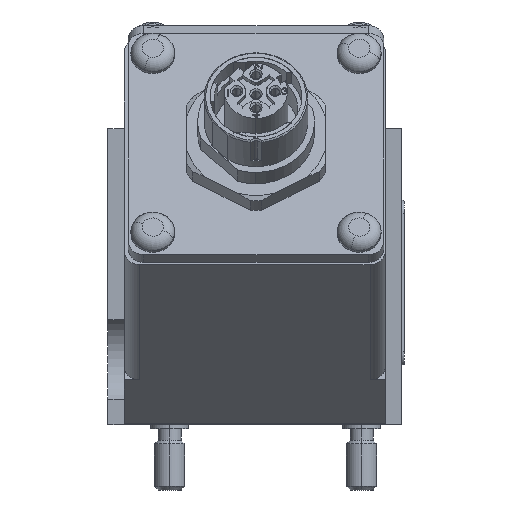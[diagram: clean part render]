
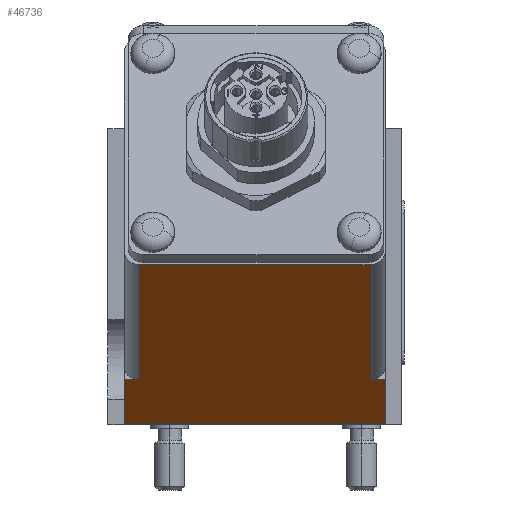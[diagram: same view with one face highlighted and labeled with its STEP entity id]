
A CAD part, left-side view. The second image highlights one B-rep face of the part: STEP entity #46736.
In plain terms, the highlighted planar face has unit normal (-0.5, 0, -0.866).
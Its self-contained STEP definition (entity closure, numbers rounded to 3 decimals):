
#259 = DIRECTION ( 'NONE',  ( 0., -1., 0. ) ) ;
#1862 = FACE_OUTER_BOUND ( 'NONE', #80763, .T. ) ;
#3738 = EDGE_CURVE ( 'NONE', #43111, #84754, #28121, .T. ) ;
#3806 = CARTESIAN_POINT ( 'NONE',  ( -41.405, -17., 5.853 ) ) ;
#4005 = CARTESIAN_POINT ( 'NONE',  ( -67.386, -15., 20.853 ) ) ;
#5230 = ORIENTED_EDGE ( 'NONE', *, *, #87581, .F. ) ;
#5726 = CARTESIAN_POINT ( 'NONE',  ( -41.405, 15., 5.853 ) ) ;
#7100 = DIRECTION ( 'NONE',  ( -0.866, 0., 0.5 ) ) ;
#7154 = VERTEX_POINT ( 'NONE', #68488 ) ;
#10920 = ORIENTED_EDGE ( 'NONE', *, *, #47473, .F. ) ;
#11265 = DIRECTION ( 'NONE',  ( 0., -1., 0. ) ) ;
#11506 = LINE ( 'NONE', #18970, #27102 ) ;
#13713 = CARTESIAN_POINT ( 'NONE',  ( -31.5, 17., 0.134 ) ) ;
#15314 = ORIENTED_EDGE ( 'NONE', *, *, #59753, .T. ) ;
#15738 = VECTOR ( 'NONE', #259, 1000. ) ;
#16594 = CARTESIAN_POINT ( 'NONE',  ( -41.405, 17., 5.853 ) ) ;
#17366 = EDGE_CURVE ( 'NONE', #63794, #43059, #11506, .T. ) ;
#17993 = CARTESIAN_POINT ( 'NONE',  ( -31.5, -17., 0.134 ) ) ;
#18252 = LINE ( 'NONE', #3806, #72721 ) ;
#18970 = CARTESIAN_POINT ( 'NONE',  ( -41.405, -15., 5.853 ) ) ;
#20773 = CARTESIAN_POINT ( 'NONE',  ( -67.386, 19.15, 20.853 ) ) ;
#22226 = CARTESIAN_POINT ( 'NONE',  ( -67.386, 15., 20.853 ) ) ;
#26682 = EDGE_CURVE ( 'NONE', #64422, #90461, #77600, .T. ) ;
#26949 = CARTESIAN_POINT ( 'NONE',  ( -41.405, 15., 5.853 ) ) ;
#27102 = VECTOR ( 'NONE', #83764, 1000. ) ;
#27994 = AXIS2_PLACEMENT_3D ( 'NONE', #82020, #31234, #67538 ) ;
#28121 = LINE ( 'NONE', #29499, #39874 ) ;
#29499 = CARTESIAN_POINT ( 'NONE',  ( -31.5, -17., 0.134 ) ) ;
#31234 = DIRECTION ( 'NONE',  ( 0.5, 0., 0.866 ) ) ;
#31831 = CARTESIAN_POINT ( 'NONE',  ( -31.5, 17., 0.134 ) ) ;
#33476 = CARTESIAN_POINT ( 'NONE',  ( -31.5, 19.15, 0.134 ) ) ;
#34564 = LINE ( 'NONE', #33476, #52691 ) ;
#39874 = VECTOR ( 'NONE', #49529, 1000. ) ;
#43059 = VERTEX_POINT ( 'NONE', #4005 ) ;
#43111 = VERTEX_POINT ( 'NONE', #17993 ) ;
#46731 = VECTOR ( 'NONE', #7100, 1000. ) ;
#46736 = ADVANCED_FACE ( 'NONE', ( #1862 ), #66184, .F. ) ;
#47473 = EDGE_CURVE ( 'NONE', #63794, #84754, #18252, .T. ) ;
#49368 = VECTOR ( 'NONE', #68886, 1000. ) ;
#49529 = DIRECTION ( 'NONE',  ( -0.866, 0., 0.5 ) ) ;
#49602 = CARTESIAN_POINT ( 'NONE',  ( -41.405, -17., 5.853 ) ) ;
#50411 = ORIENTED_EDGE ( 'NONE', *, *, #72744, .F. ) ;
#50586 = LINE ( 'NONE', #20773, #15738 ) ;
#50705 = ORIENTED_EDGE ( 'NONE', *, *, #17366, .T. ) ;
#52691 = VECTOR ( 'NONE', #75905, 1000. ) ;
#59753 = EDGE_CURVE ( 'NONE', #90461, #43111, #34564, .T. ) ;
#62516 = EDGE_CURVE ( 'NONE', #64429, #43059, #50586, .T. ) ;
#63794 = VERTEX_POINT ( 'NONE', #89986 ) ;
#64422 = VERTEX_POINT ( 'NONE', #16594 ) ;
#64429 = VERTEX_POINT ( 'NONE', #22226 ) ;
#65458 = DIRECTION ( 'NONE',  ( 0.866, 0., -0.5 ) ) ;
#66184 = PLANE ( 'NONE',  #27994 ) ;
#67538 = DIRECTION ( 'NONE',  ( 0.866, 0., -0.5 ) ) ;
#68488 = CARTESIAN_POINT ( 'NONE',  ( -41.405, 15., 5.853 ) ) ;
#68886 = DIRECTION ( 'NONE',  ( 0., -1., 0. ) ) ;
#70979 = LINE ( 'NONE', #5726, #46731 ) ;
#72721 = VECTOR ( 'NONE', #11265, 1000. ) ;
#72744 = EDGE_CURVE ( 'NONE', #64422, #7154, #76362, .T. ) ;
#75905 = DIRECTION ( 'NONE',  ( 0., -1., 0. ) ) ;
#76362 = LINE ( 'NONE', #26949, #49368 ) ;
#77420 = ORIENTED_EDGE ( 'NONE', *, *, #62516, .F. ) ;
#77600 = LINE ( 'NONE', #13713, #86875 ) ;
#80763 = EDGE_LOOP ( 'NONE', ( #77420, #5230, #50411, #87433, #15314, #92226, #10920, #50705 ) ) ;
#82020 = CARTESIAN_POINT ( 'NONE',  ( -31.5, 19.15, 0.134 ) ) ;
#83764 = DIRECTION ( 'NONE',  ( -0.866, 0., 0.5 ) ) ;
#84754 = VERTEX_POINT ( 'NONE', #49602 ) ;
#86875 = VECTOR ( 'NONE', #65458, 1000. ) ;
#87433 = ORIENTED_EDGE ( 'NONE', *, *, #26682, .T. ) ;
#87581 = EDGE_CURVE ( 'NONE', #7154, #64429, #70979, .T. ) ;
#89986 = CARTESIAN_POINT ( 'NONE',  ( -41.405, -15., 5.853 ) ) ;
#90461 = VERTEX_POINT ( 'NONE', #31831 ) ;
#92226 = ORIENTED_EDGE ( 'NONE', *, *, #3738, .T. ) ;
